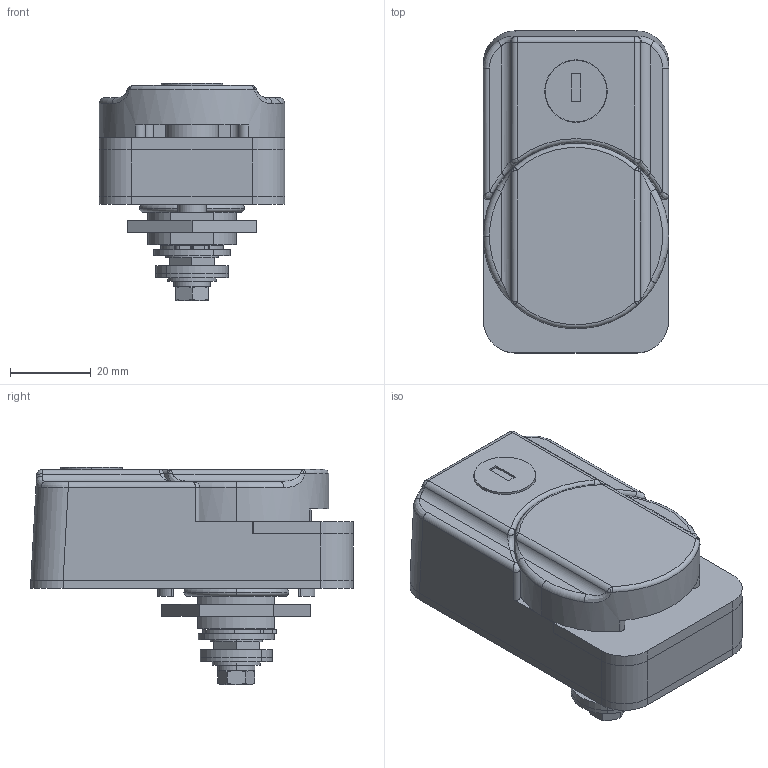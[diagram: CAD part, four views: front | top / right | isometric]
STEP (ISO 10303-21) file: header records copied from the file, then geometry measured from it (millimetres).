
FILE_DESCRIPTION (( 'STEP AP203' ), '1' );
FILE_NAME ('A-1372-F-2.STEP', '2019-12-17T03:56:17', ( '' ), ( '' ), 'SwSTEP 2.0', 'SolidWorks 2014', '' );
FILE_SCHEMA (( 'CONFIG_CONTROL_DESIGN' ));
Length unit declared in the file: millimetre
Products named in the file (13): A-1372-F-2_ハンドル軸; A-1372-F-2角穴ワッシャー__厚; A-1372-F-2本体_; A-1372-F-2_六角ボルト_内径基準ver1.03_M5×10十字穴付六角ボルト; A-1372-F-2_パッキン_; A-1372-F-2儚僢僔儍乕_; ダミーローター__#200-4-2_; A-1372-F-2リングワッシャー_; A-1372-F-2角穴ワッシャー__薄; A-1372-F-2_保護スペーサー_; A-1372-F-2六角ナット_; A-1372-F-2; A-1372-F-2_C儕儞僌_
Assembly tree (12 placements, depth 2):
  A-1372-F-2
    A-1372-F-2本体_
    A-1372-F-2_ハンドル軸
    A-1372-F-2_保護スペーサー_
    A-1372-F-2_パッキン_
    A-1372-F-2リングワッシャー_
    A-1372-F-2六角ナット_
    A-1372-F-2儚僢僔儍乕_
    A-1372-F-2角穴ワッシャー__厚
    A-1372-F-2角穴ワッシャー__薄
    ダミーローター__#200-4-2_
    A-1372-F-2_C儕儞僌_
    A-1372-F-2_六角ボルト_内径基準ver1.03_M5×10十字穴付六角ボルト
Bounding box: 46 x 80 x 53.9 mm (x, y, z)
Volume: 98209.7 mm3; surface area: 38474.6 mm2
Topology: 12 solids, 12 shells, 321 faces, 774 edges, 486 vertices
Faces by surface type: plane 137, cylinder 122, bspline 24, cone 18, torus 16, sphere 4
Entity records: 11822 total; most frequent: CARTESIAN_POINT 2956, DIRECTION 1609, ORIENTED_EDGE 1532, EDGE_CURVE 766, AXIS2_PLACEMENT_3D 613, VERTEX_POINT 486, LINE 383, VECTOR 383
